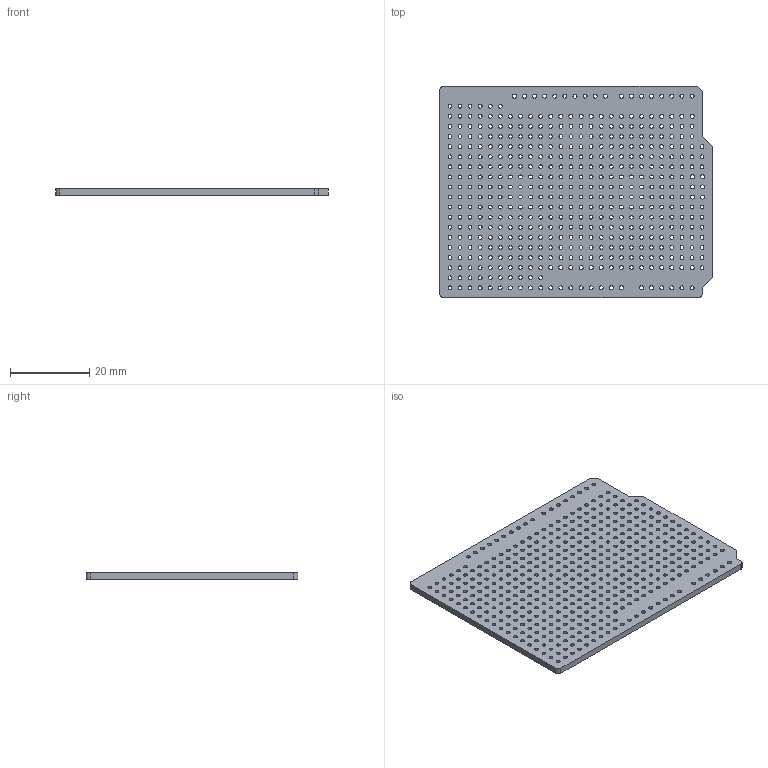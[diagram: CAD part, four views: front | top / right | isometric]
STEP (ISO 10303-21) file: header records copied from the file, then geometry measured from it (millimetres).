
FILE_DESCRIPTION(/* description */ (''),/* implementation_level */ '2;1');
FILE_NAME(/* name */ 'LaskaKit_UNO_Proto_Shield.step',/* time_stamp */ '2025-04-30T13:11:54+02:00',/* author */ (''),/* organization */ (''),/* preprocessor_version */ 'ST-DEVELOPER v20.1',/* originating_system */ 'Autodesk Translation Framework v14.4.0.0',/* authorisation */ '');
FILE_SCHEMA (('AUTOMOTIVE_DESIGN { 1 0 10303 214 3 1 1 }'));
Length unit declared in the file: millimetre
Products named in the file (3): LasKKit_UNO_Proto_Shield; Packages; LASKKIT_10MM_SILKSCREEN
Assembly tree (2 placements, depth 3):
  LasKKit_UNO_Proto_Shield
    Packages
      LASKKIT_10MM_SILKSCREEN
Bounding box: 68.58 x 53.34 x 1.57 mm (x, y, z)
Volume: 5134.6 mm3; surface area: 9145.6 mm2
Topology: 1 solids, 1 shells, 487 faces, 1455 edges, 970 vertices
Faces by surface type: cylinder 474, plane 13
Full cylindrical faces by diameter (mm): 0.95 x401, 1.016 x70
Entity records: 18941 total; most frequent: DIRECTION 3387, CARTESIAN_POINT 2917, ORIENTED_EDGE 2910, EDGE_CURVE 1455, AXIS2_PLACEMENT_3D 1440, EDGE_LOOP 1429, VERTEX_POINT 970, CIRCLE 948
